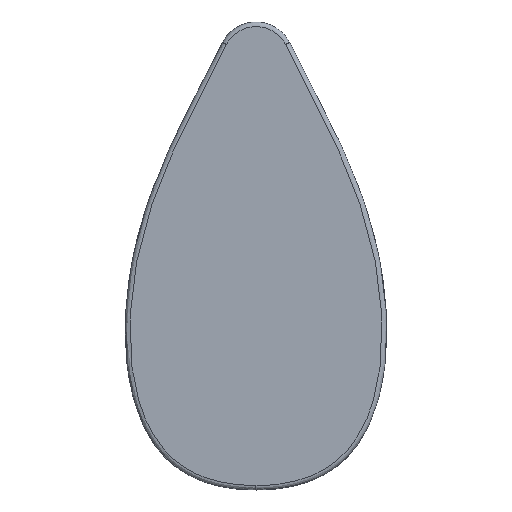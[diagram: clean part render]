
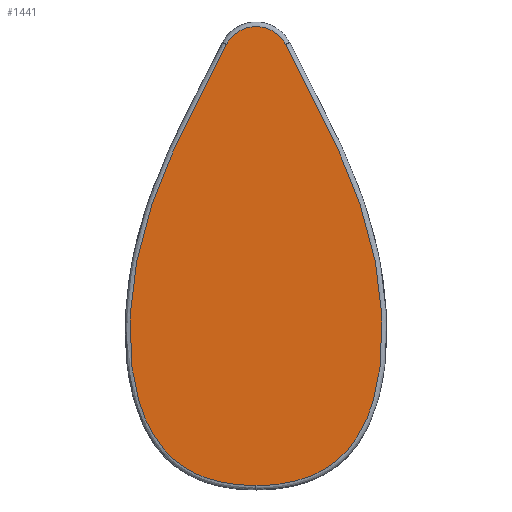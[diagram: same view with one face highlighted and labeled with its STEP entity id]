
A CAD part, left-side view. The second image highlights one B-rep face of the part: STEP entity #1441.
In plain terms, the highlighted planar face has unit normal (-1, 0, 0).
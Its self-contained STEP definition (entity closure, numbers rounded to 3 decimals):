
#1332=CARTESIAN_POINT('Axis2P3D Location',(0.,0.,0.)) ;
#1338=CARTESIAN_POINT('Control Point',(0.,-1.955,29.508)) ;
#1339=CARTESIAN_POINT('Control Point',(0.,-2.192,29.048)) ;
#1340=CARTESIAN_POINT('Control Point',(0.,-2.429,28.589)) ;
#1341=CARTESIAN_POINT('Control Point',(0.,-2.666,28.133)) ;
#1342=CARTESIAN_POINT('Control Point',(0.,-3.109,27.276)) ;
#1343=CARTESIAN_POINT('Control Point',(0.,-3.548,26.421)) ;
#1344=CARTESIAN_POINT('Control Point',(0.,-3.753,26.022)) ;
#1345=CARTESIAN_POINT('Control Point',(0.,-4.159,25.222)) ;
#1346=CARTESIAN_POINT('Control Point',(0.,-4.558,24.421)) ;
#1347=CARTESIAN_POINT('Control Point',(0.,-4.755,24.019)) ;
#1348=CARTESIAN_POINT('Control Point',(0.,-5.265,22.96)) ;
#1349=CARTESIAN_POINT('Control Point',(0.,-5.75,21.886)) ;
#1350=CARTESIAN_POINT('Control Point',(0.,-6.039,21.213)) ;
#1351=CARTESIAN_POINT('Control Point',(0.,-6.568,19.898)) ;
#1352=CARTESIAN_POINT('Control Point',(0.,-7.033,18.542)) ;
#1353=CARTESIAN_POINT('Control Point',(0.,-7.24,17.88)) ;
#1354=CARTESIAN_POINT('Control Point',(0.,-7.611,16.558)) ;
#1355=CARTESIAN_POINT('Control Point',(0.,-7.904,15.198)) ;
#1356=CARTESIAN_POINT('Control Point',(0.,-8.028,14.521)) ;
#1357=CARTESIAN_POINT('Control Point',(0.,-8.264,12.938)) ;
#1358=CARTESIAN_POINT('Control Point',(0.,-8.374,11.33)) ;
#1359=CARTESIAN_POINT('Control Point',(0.,-8.392,10.414)) ;
#1360=CARTESIAN_POINT('Control Point',(0.,-8.333,8.723)) ;
#1361=CARTESIAN_POINT('Control Point',(0.,-8.079,7.078)) ;
#1362=CARTESIAN_POINT('Control Point',(0.,-7.916,6.336)) ;
#1363=CARTESIAN_POINT('Control Point',(0.,-7.612,5.321)) ;
#1364=CARTESIAN_POINT('Control Point',(0.,-7.192,4.379)) ;
#1365=CARTESIAN_POINT('Control Point',(0.,-7.058,4.109)) ;
#1366=CARTESIAN_POINT('Control Point',(0.,-6.783,3.611)) ;
#1367=CARTESIAN_POINT('Control Point',(0.,-6.467,3.146)) ;
#1368=CARTESIAN_POINT('Control Point',(0.,-6.308,2.934)) ;
#1369=CARTESIAN_POINT('Control Point',(0.,-5.984,2.541)) ;
#1370=CARTESIAN_POINT('Control Point',(0.,-5.625,2.184)) ;
#1371=CARTESIAN_POINT('Control Point',(0.,-5.444,2.02)) ;
#1372=CARTESIAN_POINT('Control Point',(0.,-4.805,1.496)) ;
#1373=CARTESIAN_POINT('Control Point',(0.,-4.078,1.078)) ;
#1374=CARTESIAN_POINT('Control Point',(0.,-3.525,0.84)) ;
#1375=CARTESIAN_POINT('Control Point',(0.,-2.526,0.528)) ;
#1376=CARTESIAN_POINT('Control Point',(0.,-1.446,0.365)) ;
#1377=CARTESIAN_POINT('Control Point',(0.,-0.99,0.322)) ;
#1378=CARTESIAN_POINT('Control Point',(0.,-0.515,0.3)) ;
#1379=CARTESIAN_POINT('Control Point',(0.,-0.031,0.3)) ;
#1380=CARTESIAN_POINT('Control Point',(0.,-0.021,0.3)) ;
#1381=CARTESIAN_POINT('Control Point',(0.,-0.01,0.3)) ;
#1382=CARTESIAN_POINT('Control Point',(0.,0.,0.3)) ;
#1383=CARTESIAN_POINT('Vertex',(0.,0.,0.3)) ;
#1385=CARTESIAN_POINT('Vertex',(0.,-1.955,29.508)) ;
#1388=CARTESIAN_POINT('Axis2P3D Location',(0.,0.,28.499)) ;
#1392=CARTESIAN_POINT('Vertex',(0.,1.955,29.508)) ;
#1396=CARTESIAN_POINT('Control Point',(0.,1.955,29.508)) ;
#1397=CARTESIAN_POINT('Control Point',(0.,2.407,28.632)) ;
#1398=CARTESIAN_POINT('Control Point',(0.,2.858,27.762)) ;
#1399=CARTESIAN_POINT('Control Point',(0.,3.308,26.893)) ;
#1400=CARTESIAN_POINT('Control Point',(0.,4.187,25.183)) ;
#1401=CARTESIAN_POINT('Control Point',(0.,5.03,23.463)) ;
#1402=CARTESIAN_POINT('Control Point',(0.,5.435,22.603)) ;
#1403=CARTESIAN_POINT('Control Point',(0.,6.075,21.154)) ;
#1404=CARTESIAN_POINT('Control Point',(0.,6.646,19.657)) ;
#1405=CARTESIAN_POINT('Control Point',(0.,6.861,19.053)) ;
#1406=CARTESIAN_POINT('Control Point',(0.,7.371,17.491)) ;
#1407=CARTESIAN_POINT('Control Point',(0.,7.779,15.871)) ;
#1408=CARTESIAN_POINT('Control Point',(0.,7.984,14.867)) ;
#1409=CARTESIAN_POINT('Control Point',(0.,8.279,12.943)) ;
#1410=CARTESIAN_POINT('Control Point',(0.,8.385,10.987)) ;
#1411=CARTESIAN_POINT('Control Point',(0.,8.388,10.068)) ;
#1412=CARTESIAN_POINT('Control Point',(0.,8.301,8.392)) ;
#1413=CARTESIAN_POINT('Control Point',(0.,8.015,6.77)) ;
#1414=CARTESIAN_POINT('Control Point',(0.,7.839,6.049)) ;
#1415=CARTESIAN_POINT('Control Point',(0.,7.517,5.065)) ;
#1416=CARTESIAN_POINT('Control Point',(0.,7.082,4.157)) ;
#1417=CARTESIAN_POINT('Control Point',(0.,6.944,3.897)) ;
#1418=CARTESIAN_POINT('Control Point',(0.,6.66,3.417)) ;
#1419=CARTESIAN_POINT('Control Point',(0.,6.337,2.971)) ;
#1420=CARTESIAN_POINT('Control Point',(0.,6.174,2.767)) ;
#1421=CARTESIAN_POINT('Control Point',(0.,5.688,2.215)) ;
#1422=CARTESIAN_POINT('Control Point',(0.,5.129,1.738)) ;
#1423=CARTESIAN_POINT('Control Point',(0.,4.738,1.465)) ;
#1424=CARTESIAN_POINT('Control Point',(0.,4.011,1.053)) ;
#1425=CARTESIAN_POINT('Control Point',(0.,3.207,0.752)) ;
#1426=CARTESIAN_POINT('Control Point',(0.,2.855,0.644)) ;
#1427=CARTESIAN_POINT('Control Point',(0.,2.102,0.459)) ;
#1428=CARTESIAN_POINT('Control Point',(0.,1.308,0.353)) ;
#1429=CARTESIAN_POINT('Control Point',(0.,0.889,0.317)) ;
#1430=CARTESIAN_POINT('Control Point',(0.,0.456,0.3)) ;
#1431=CARTESIAN_POINT('Control Point',(0.,0.017,0.3)) ;
#1432=CARTESIAN_POINT('Control Point',(0.,0.011,0.3)) ;
#1433=CARTESIAN_POINT('Control Point',(0.,0.006,0.3)) ;
#1434=CARTESIAN_POINT('Control Point',(0.,0.,0.3)) ;
#1333=DIRECTION('Axis2P3D Direction',(1.,0.,0.)) ;
#1334=DIRECTION('Axis2P3D XDirection',(0.,1.,0.)) ;
#1389=DIRECTION('Axis2P3D Direction',(1.,0.,0.)) ;
#1335=AXIS2_PLACEMENT_3D('Plane Axis2P3D',#1332,#1333,#1334) ;
#1390=AXIS2_PLACEMENT_3D('Circle Axis2P3D',#1388,#1389,$) ;
#1437=ORIENTED_EDGE('',*,*,#1387,.T.) ;
#1438=ORIENTED_EDGE('',*,*,#1394,.T.) ;
#1439=ORIENTED_EDGE('',*,*,#1435,.T.) ;
#1441=ADVANCED_FACE('Corps principal',(#1440),#1336,.F.) ;
#1337=B_SPLINE_CURVE_WITH_KNOTS('',5,(#1338,#1339,#1340,#1341,#1342,#1343,#1344,#1345,#1346,#1347,#1348,#1349,#1350,#1351,#1352,#1353,#1354,#1355,#1356,#1357,#1358,#1359,#1360,#1361,#1362,#1363,#1364,#1365,#1366,#1367,#1368,#1369,#1370,#1371,#1372,#1373,#1374,#1375,#1376,#1377,#1378,#1379,#1380,#1381,#1382),.UNSPECIFIED.,.F.,.U.,(6,3,3,3,3,3,3,3,3,3,3,3,3,3,6),(12.151,15.817,19.05,22.283,27.552,32.419,37.127,43.314,48.592,50.793,52.781,54.627,59.037,62.123,62.191),.UNSPECIFIED.) ;
#1395=B_SPLINE_CURVE_WITH_KNOTS('',5,(#1396,#1397,#1398,#1399,#1400,#1401,#1402,#1403,#1404,#1405,#1406,#1407,#1408,#1409,#1410,#1411,#1412,#1413,#1414,#1415,#1416,#1417,#1418,#1419,#1420,#1421,#1422,#1423,#1424,#1425,#1426,#1427,#1428,#1429,#1430,#1431,#1432,#1433,#1434),.UNSPECIFIED.,.F.,.U.,(6,3,3,3,3,3,3,3,3,3,3,3,6),(12.153,19.14,26.009,30.553,37.582,43.791,48.969,51.131,53.09,56.684,59.325,62.153,62.189),.UNSPECIFIED.) ;
#1391=CIRCLE('generated circle',#1390,2.2) ;
#1387=EDGE_CURVE('',#1384,#1386,#1337,.F.) ;
#1394=EDGE_CURVE('',#1386,#1393,#1391,.F.) ;
#1435=EDGE_CURVE('',#1393,#1384,#1395,.T.) ;
#1436=EDGE_LOOP('',(#1437,#1438,#1439)) ;
#1440=FACE_OUTER_BOUND('',#1436,.T.) ;
#1336=PLANE('Plane',#1335) ;
#1384=VERTEX_POINT('',#1383) ;
#1386=VERTEX_POINT('',#1385) ;
#1393=VERTEX_POINT('',#1392) ;
